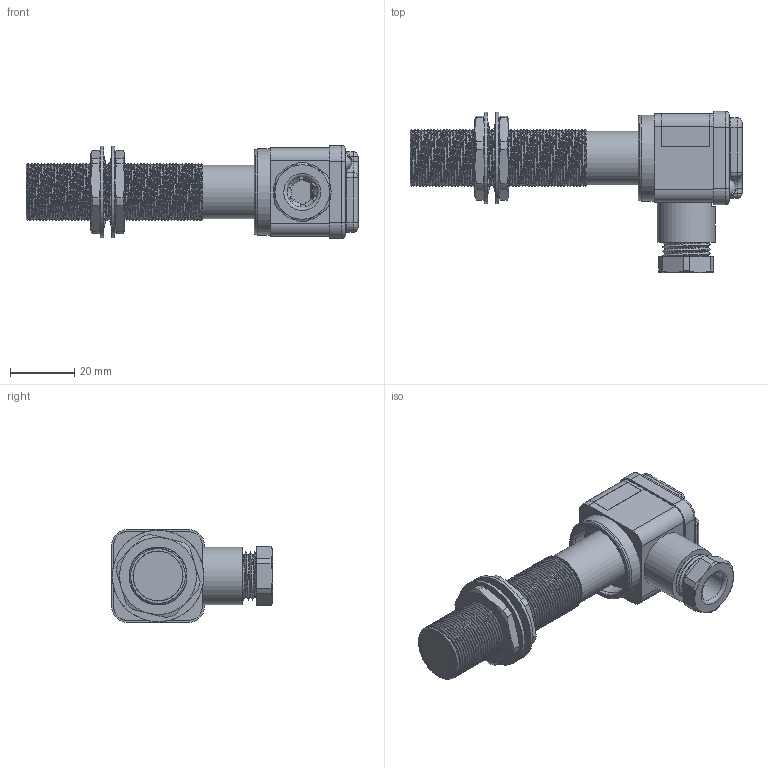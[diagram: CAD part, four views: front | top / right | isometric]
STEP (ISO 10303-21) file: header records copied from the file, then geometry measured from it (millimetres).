
FILE_DESCRIPTION(/* description */ ('Unknown'),/* implementation_level */ '2;1');
FILE_NAME(/* name */ '_VBO-M18-76K',/* time_stamp */ '2021-09-30T11:45:30+05:00',/* author */ ('Unknown'),/* organization */ ('Unknown'),/* preprocessor_version */ 'ST-DEVELOPER v16.7',/* originating_system */ 'Solid Edge',/* authorisation */ 'Unknown');
FILE_SCHEMA (('AUTOMOTIVE_DESIGN {1 0 10303 214 3 1 1}'));
Length unit declared in the file: millimetre
Products named in the file (27): 12.073.000 ﾂﾁﾎ-ﾌ18-76ﾊ-3(5); 12.383.000 Ñáîðêà ïëàòû ïå÷àòíîé; 12.383.100; Ã1.011 (Êîëïà÷îê); Ä2.008 Äåðæàòåëü; BPV11F ôîòîòðàíçèñòîð îáðåç; TSAL6100 Ñâåòîäèîä èíôðàêðàñ ; 12.604.000 Ïëàòà ïå÷àòíàÿ; À0.184 (Êîðïóñ); Ê1.004 Ãàéêà Ì18õ1; êëåìí êîëîäêà TL 201Y-2H; ﾊ2.001 ﾘ琺矜 ⅰⅱ浯; 11.030.100 (扻豵鵨); Â0.033 (Âòóëêà); Screw_GOST_17473_80_1B_M3x8_v10.50; Â0.004 Âòóëêà óïëàòíèòåëüíàÿ; Ó1.001 Ïðîêëàäêà; L-34ID êðàñíûé íîæêè 6 ìì; ﾓ2.001 ﾖ瑙聰; Á0.077 Êðûøêà; 謥賥嚦闉 3266W-1-203; Êîëüöî 13,0õ1,0 (013-015-10); Â0.003 Âòóëêà çàæèìíàÿ; 砎鍒鍱 斻眕 0,2; Ð0.005 Íàêëåéêà; Ýòèêåòêà 48õ15 ÂÁÎ-Ê
Assembly tree (32 placements, depth 4):
  12.073.000 ﾂﾁﾎ-ﾌ18-76ﾊ-3(5)
    12.383.000 Ñáîðêà ïëàòû ïå÷àòíîé
      12.383.100
        Ã1.011 (Êîëïà÷îê)
        Ä2.008 Äåðæàòåëü
        BPV11F ôîòîòðàíçèñòîð îáðåç
        TSAL6100 Ñâåòîäèîä èíôðàêðàñ 
      12.604.000 Ïëàòà ïå÷àòíàÿ
    À0.184 (Êîðïóñ)
    Ê1.004 Ãàéêà Ì18õ1  x2
    êëåìí êîëîäêà TL 201Y-2H  x2
    ﾊ2.001 ﾘ琺矜 ⅰⅱ浯  x2
    11.030.100 (扻豵鵨)
      11.030.100 (扻豵鵨)
      Â0.033 (Âòóëêà)  x2
    Screw_GOST_17473_80_1B_M3x8_v10.50  x2
    Â0.004 Âòóëêà óïëàòíèòåëüíàÿ
    Ó1.001 Ïðîêëàäêà
    L-34ID êðàñíûé íîæêè 6 ìì
    ﾓ2.001 ﾖ瑙聰
    Á0.077 Êðûøêà
    謥賥嚦闉 3266W-1-203
    Êîëüöî 13,0õ1,0 (013-015-10)
    Â0.003 Âòóëêà çàæèìíàÿ
    砎鍒鍱 斻眕 0,2  x2
    Ð0.005 Íàêëåéêà
    Ýòèêåòêà 48õ15 ÂÁÎ-Ê
Bounding box: 103.41 x 50.16 x 29 mm (x, y, z)
Volume: 27722.8 mm3; surface area: 39268 mm2
Topology: 29 solids, 30 shells, 1185 faces, 3131 edges, 2075 vertices
Faces by surface type: plane 633, cylinder 266, bspline 173, cone 74, torus 30, sphere 9
Full cylindrical faces by diameter (mm): 0.2 x14, 0.46 x3, 0.5 x1, 1 x3, 1.78 x1, 2 x2, 2.459 x2, 3 x5, 3.4 x2, 3.5 x4, 3.8 x4, 4.5 x2, 4.7 x2, 5 x8, 5.1 x2, 5.5 x2, 5.95 x1, 6 x4, 8 x2, 9.5 x1, 10.8 x1, 12 x4, 13.75 x1, 13.8 x1, 14 x2, 14.53 x1, 15.2 x4, 15.38 x1, 15.5 x1, 15.6 x1
Entity records: 39741 total; most frequent: CARTESIAN_POINT 16041, ORIENTED_EDGE 4462, DIRECTION 4066, EDGE_CURVE 2231, VERTEX_POINT 1524, AXIS2_PLACEMENT_3D 1398, LINE 1270, VECTOR 1270
